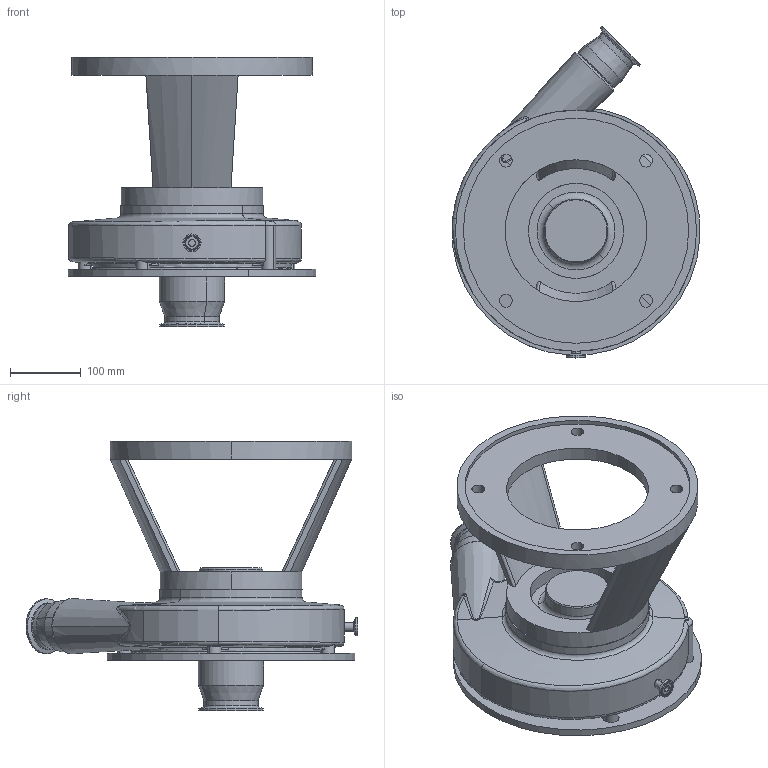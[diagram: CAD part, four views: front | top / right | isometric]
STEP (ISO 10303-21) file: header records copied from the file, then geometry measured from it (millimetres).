
FILE_DESCRIPTION (( 'STEP AP214' ), '1' );
FILE_NAME ('FPR 3551-3552 320-360TC 45L 1-2 IN STR DRAIN.STEP', '2023-01-13T17:18:46', ( '' ), ( '' ), 'SwSTEP 2.0', 'SolidWorks 2021', '' );
FILE_SCHEMA (( 'AUTOMOTIVE_DESIGN' ));
Length unit declared in the file: millimetre
Products named in the file (1): FPR 3551-3552 320-360TC 45L 1-2 IN STR DRAIN
Bounding box: 349.52 x 467.99 x 379.5 mm (x, y, z)
Volume: 8090933.4 mm3; surface area: 852647.1 mm2
Topology: 1 solids, 6 shells, 379 faces, 914 edges, 550 vertices
Faces by surface type: cylinder 148, cone 66, plane 63, torus 58, bspline 38, sphere 6
Entity records: 15828 total; most frequent: CARTESIAN_POINT 7213, DIRECTION 1825, ORIENTED_EDGE 1790, EDGE_CURVE 895, AXIS2_PLACEMENT_3D 788, VERTEX_POINT 550, CIRCLE 446, EDGE_LOOP 427
